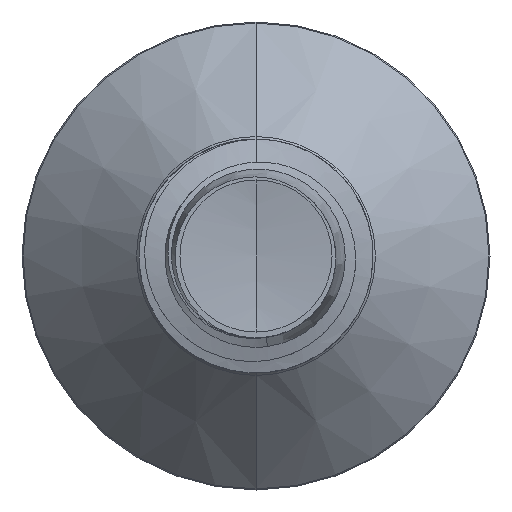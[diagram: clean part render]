
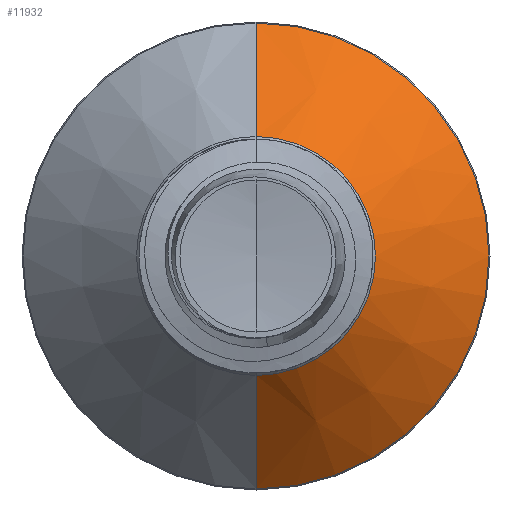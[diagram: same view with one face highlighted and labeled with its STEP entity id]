
A CAD part, front view. The second image highlights one B-rep face of the part: STEP entity #11932.
In plain terms, the highlighted conical face has half-angle 45 degrees and reference radius 2.042 mm.
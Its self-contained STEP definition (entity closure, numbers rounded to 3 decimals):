
#159 = EDGE_CURVE ( 'NONE', #20581, #1628, #20117, .T. ) ;
#267 = EDGE_CURVE ( 'NONE', #1628, #10711, #8142, .T. ) ;
#1025 = EDGE_CURVE ( 'NONE', #20581, #8768, #14292, .T. ) ;
#1130 = EDGE_CURVE ( 'NONE', #8768, #10711, #20410, .T. ) ;
#1509 = AXIS2_PLACEMENT_3D ( 'NONE', #2343, #11310, #9632 ) ;
#1628 = VERTEX_POINT ( 'NONE', #6357 ) ;
#2343 = CARTESIAN_POINT ( 'NONE',  ( 0., 9.282, 0. ) ) ;
#2989 = DIRECTION ( 'NONE',  ( 0., 0.707, -0.707 ) ) ;
#3710 = CARTESIAN_POINT ( 'NONE',  ( 0., 9.282, -3.982 ) ) ;
#4711 = CARTESIAN_POINT ( 'NONE',  ( 0., 7.342, -2.042 ) ) ;
#5460 = DIRECTION ( 'NONE',  ( 0., 0., 1. ) ) ;
#5851 = DIRECTION ( 'NONE',  ( 0., 1., 0. ) ) ;
#6247 = AXIS2_PLACEMENT_3D ( 'NONE', #9681, #11934, #14564 ) ;
#6333 = FACE_OUTER_BOUND ( 'NONE', #11288, .T. ) ;
#6357 = CARTESIAN_POINT ( 'NONE',  ( 0., 9.282, 3.982 ) ) ;
#6480 = DIRECTION ( 'NONE',  ( 0., 0.707, 0.707 ) ) ;
#7947 = ORIENTED_EDGE ( 'NONE', *, *, #267, .F. ) ;
#8142 = CIRCLE ( 'NONE', #1509, 3.982 ) ;
#8768 = VERTEX_POINT ( 'NONE', #4711 ) ;
#9187 = ORIENTED_EDGE ( 'NONE', *, *, #159, .F. ) ;
#9281 = CARTESIAN_POINT ( 'NONE',  ( 0., 7.342, -2.042 ) ) ;
#9632 = DIRECTION ( 'NONE',  ( 0., 0., 1. ) ) ;
#9681 = CARTESIAN_POINT ( 'NONE',  ( 0., 7.342, 0. ) ) ;
#10711 = VERTEX_POINT ( 'NONE', #3710 ) ;
#10718 = CARTESIAN_POINT ( 'NONE',  ( 0., 7.342, 2.042 ) ) ;
#11288 = EDGE_LOOP ( 'NONE', ( #12830, #20189, #7947, #9187 ) ) ;
#11310 = DIRECTION ( 'NONE',  ( 0., 1., 0. ) ) ;
#11932 = ADVANCED_FACE ( 'NONE', ( #6333 ), #18563, .T. ) ;
#11934 = DIRECTION ( 'NONE',  ( 0., 1., 0. ) ) ;
#12410 = CARTESIAN_POINT ( 'NONE',  ( 0., 7.342, 0. ) ) ;
#12778 = VECTOR ( 'NONE', #6480, 1000. ) ;
#12830 = ORIENTED_EDGE ( 'NONE', *, *, #1025, .T. ) ;
#12991 = AXIS2_PLACEMENT_3D ( 'NONE', #12410, #5851, #5460 ) ;
#13433 = VECTOR ( 'NONE', #2989, 1000. ) ;
#14292 = CIRCLE ( 'NONE', #6247, 2.042 ) ;
#14564 = DIRECTION ( 'NONE',  ( 0., 0., 1. ) ) ;
#18563 = CONICAL_SURFACE ( 'NONE', #12991, 2.042, 0.785 ) ;
#20117 = LINE ( 'NONE', #10718, #12778 ) ;
#20189 = ORIENTED_EDGE ( 'NONE', *, *, #1130, .T. ) ;
#20320 = CARTESIAN_POINT ( 'NONE',  ( 0., 7.342, 2.042 ) ) ;
#20410 = LINE ( 'NONE', #9281, #13433 ) ;
#20581 = VERTEX_POINT ( 'NONE', #20320 ) ;
